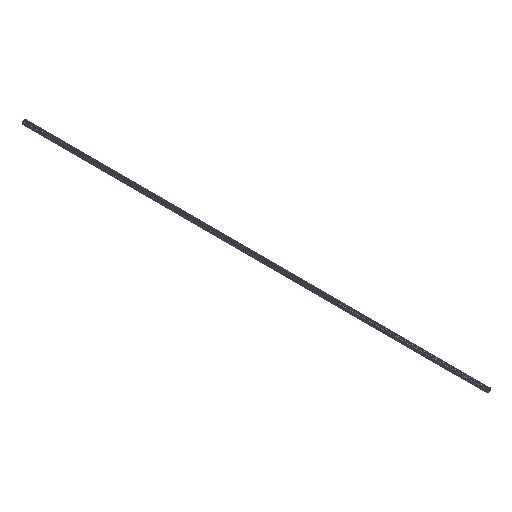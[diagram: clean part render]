
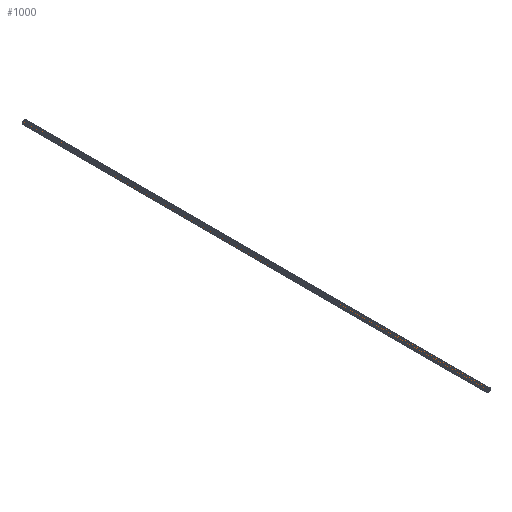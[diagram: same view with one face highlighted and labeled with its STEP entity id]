
A CAD part, isometric view. The second image highlights one B-rep face of the part: STEP entity #1000.
In plain terms, the highlighted cylindrical face has radius 20 mm (diameter 40 mm), a partial arc.
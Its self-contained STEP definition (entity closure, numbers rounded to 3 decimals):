
#50=FACE_OUTER_BOUND('',#103,.T.);
#103=EDGE_LOOP('',(#680,#681,#682,#683));
#158=LINE('',#1507,#253);
#166=LINE('',#1545,#261);
#253=VECTOR('',#1188,1000.);
#261=VECTOR('',#1224,1000.);
#357=CIRCLE('',#1084,20.);
#358=CIRCLE('',#1085,20.);
#405=VERTEX_POINT('',#1500);
#408=VERTEX_POINT('',#1505);
#423=VERTEX_POINT('',#1542);
#424=VERTEX_POINT('',#1544);
#510=EDGE_CURVE('',#405,#408,#158,.T.);
#526=EDGE_CURVE('',#408,#423,#357,.T.);
#527=EDGE_CURVE('',#423,#424,#166,.T.);
#528=EDGE_CURVE('',#424,#405,#358,.T.);
#680=ORIENTED_EDGE('',*,*,#510,.T.);
#681=ORIENTED_EDGE('',*,*,#526,.T.);
#682=ORIENTED_EDGE('',*,*,#527,.T.);
#683=ORIENTED_EDGE('',*,*,#528,.T.);
#971=CYLINDRICAL_SURFACE('',#1083,20.);
#1000=ADVANCED_FACE('',(#50),#971,.T.);
#1083=AXIS2_PLACEMENT_3D('',#1541,#1220,#1221);
#1084=AXIS2_PLACEMENT_3D('',#1543,#1222,#1223);
#1085=AXIS2_PLACEMENT_3D('',#1546,#1225,#1226);
#1188=DIRECTION('',(0.,1.,0.));
#1220=DIRECTION('center_axis',(0.,1.,0.));
#1221=DIRECTION('ref_axis',(0.,0.,1.));
#1222=DIRECTION('center_axis',(0.,-1.,0.));
#1223=DIRECTION('ref_axis',(0.,0.,-1.));
#1224=DIRECTION('',(0.,-1.,0.));
#1225=DIRECTION('center_axis',(0.,1.,0.));
#1226=DIRECTION('ref_axis',(0.,0.,1.));
#1500=CARTESIAN_POINT('',(7.722,0.,9.932));
#1505=CARTESIAN_POINT('',(7.722,3000.,9.932));
#1507=CARTESIAN_POINT('',(7.722,100.,9.932));
#1541=CARTESIAN_POINT('Origin',(9.944,100.,-9.944));
#1542=CARTESIAN_POINT('',(-9.932,3000.,-7.722));
#1543=CARTESIAN_POINT('Origin',(9.944,3000.,-9.944));
#1544=CARTESIAN_POINT('',(-9.932,0.,-7.722));
#1545=CARTESIAN_POINT('',(-9.932,100.,-7.722));
#1546=CARTESIAN_POINT('Origin',(9.944,0.,-9.944));
